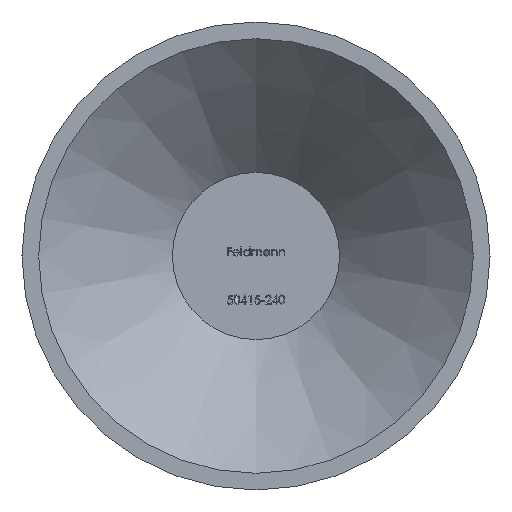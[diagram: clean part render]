
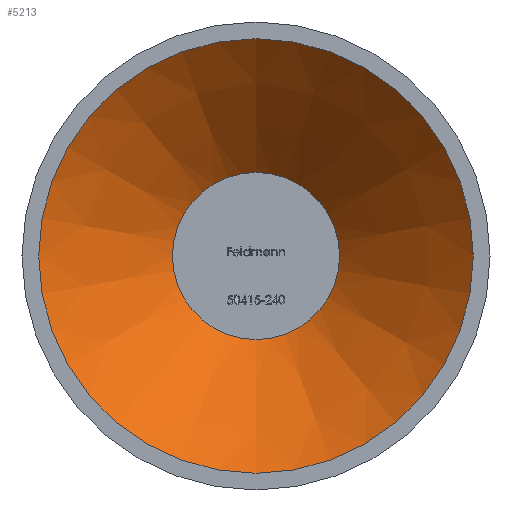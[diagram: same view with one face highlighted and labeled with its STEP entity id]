
A CAD part, front view. The second image highlights one B-rep face of the part: STEP entity #5213.
In plain terms, the highlighted conical face has half-angle 45 degrees and reference radius 6.5 mm.
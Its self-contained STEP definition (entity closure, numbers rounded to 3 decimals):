
#335 = EDGE_LOOP ( 'NONE', ( #4115 ) ) ;
#561 = CIRCLE ( 'NONE', #573, 2.5 ) ;
#573 = AXIS2_PLACEMENT_3D ( 'NONE', #10261, #8568, #3279 ) ;
#602 = CIRCLE ( 'NONE', #9005, 6.5 ) ;
#1877 = DIRECTION ( 'NONE',  ( 0., 0., -1. ) ) ;
#1995 = CONICAL_SURFACE ( 'NONE', #3108, 6.5, 0.785 ) ;
#3108 = AXIS2_PLACEMENT_3D ( 'NONE', #6123, #8002, #1877 ) ;
#3279 = DIRECTION ( 'NONE',  ( 0., 0., -1. ) ) ;
#3290 = EDGE_LOOP ( 'NONE', ( #8553 ) ) ;
#3412 = FACE_BOUND ( 'NONE', #335, .T. ) ;
#4115 = ORIENTED_EDGE ( 'NONE', *, *, #9649, .T. ) ;
#4475 = CARTESIAN_POINT ( 'NONE',  ( 0., 0., 0. ) ) ;
#5213 = ADVANCED_FACE ( 'NONE', ( #3412, #5921 ), #1995, .F. ) ;
#5921 = FACE_OUTER_BOUND ( 'NONE', #3290, .T. ) ;
#6123 = CARTESIAN_POINT ( 'NONE',  ( 0., 0., 0. ) ) ;
#6578 = CARTESIAN_POINT ( 'NONE',  ( 0., 4., -2.5 ) ) ;
#6592 = EDGE_CURVE ( 'NONE', #7794, #7794, #602, .T. ) ;
#7794 = VERTEX_POINT ( 'NONE', #11008 ) ;
#8002 = DIRECTION ( 'NONE',  ( 0., -1., 0. ) ) ;
#8553 = ORIENTED_EDGE ( 'NONE', *, *, #6592, .T. ) ;
#8568 = DIRECTION ( 'NONE',  ( 0., 1., 0. ) ) ;
#9005 = AXIS2_PLACEMENT_3D ( 'NONE', #4475, #9928, #10707 ) ;
#9649 = EDGE_CURVE ( 'NONE', #10448, #10448, #561, .T. ) ;
#9928 = DIRECTION ( 'NONE',  ( 0., -1., 0. ) ) ;
#10261 = CARTESIAN_POINT ( 'NONE',  ( 0., 4., 0. ) ) ;
#10448 = VERTEX_POINT ( 'NONE', #6578 ) ;
#10707 = DIRECTION ( 'NONE',  ( 0., 0., -1. ) ) ;
#11008 = CARTESIAN_POINT ( 'NONE',  ( 0., 0., -6.5 ) ) ;
